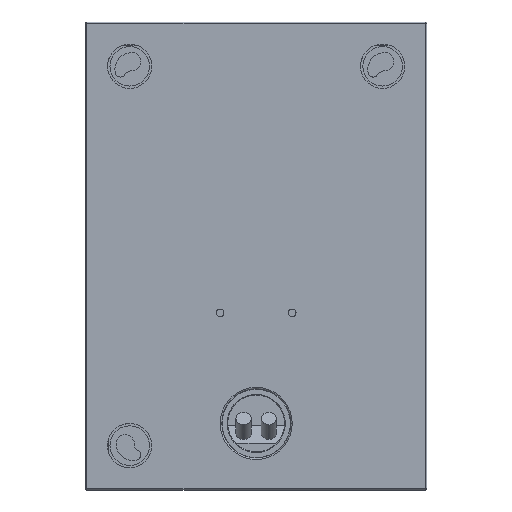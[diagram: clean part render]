
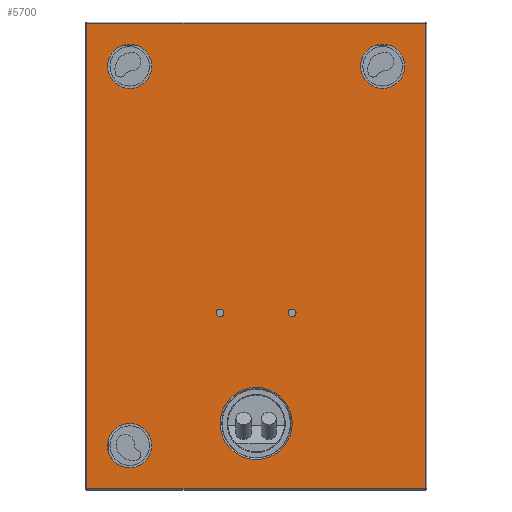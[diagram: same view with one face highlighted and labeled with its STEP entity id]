
A CAD part, top view. The second image highlights one B-rep face of the part: STEP entity #5700.
In plain terms, the highlighted planar face has unit normal (0, 0, 1).
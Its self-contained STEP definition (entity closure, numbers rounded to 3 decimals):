
#320 = AXIS2_PLACEMENT_3D ( 'NONE', #18849, #14017, #19203 ) ;
#370 = EDGE_LOOP ( 'NONE', ( #16040, #8342, #9932, #7109 ) ) ;
#490 = CARTESIAN_POINT ( 'NONE',  ( 231.202, 40.048, 67. ) ) ;
#511 = EDGE_CURVE ( 'NONE', #9050, #8748, #6720, .T. ) ;
#942 = EDGE_LOOP ( 'NONE', ( #5040, #16594 ) ) ;
#1017 = EDGE_CURVE ( 'NONE', #16039, #2672, #18371, .T. ) ;
#1072 = CARTESIAN_POINT ( 'NONE',  ( 65.702, -189.952, 67. ) ) ;
#1254 = CIRCLE ( 'NONE', #17718, 17.5 ) ;
#1303 = AXIS2_PLACEMENT_3D ( 'NONE', #19221, #9810, #5308 ) ;
#1338 = EDGE_CURVE ( 'NONE', #16632, #10798, #17107, .T. ) ;
#1596 = DIRECTION ( 'NONE',  ( 1., 0., 0. ) ) ;
#1614 = DIRECTION ( 'NONE',  ( 0., 0., 1. ) ) ;
#1621 = CARTESIAN_POINT ( 'NONE',  ( -2.798, 5.048, 67. ) ) ;
#1625 = CARTESIAN_POINT ( 'NONE',  ( 68.702, -189.952, 67. ) ) ;
#1630 = VECTOR ( 'NONE', #10181, 1000. ) ;
#1862 = AXIS2_PLACEMENT_3D ( 'NONE', #10662, #12623, #1596 ) ;
#1863 = CARTESIAN_POINT ( 'NONE',  ( 214.702, 5.048, 67. ) ) ;
#1950 = CARTESIAN_POINT ( 'NONE',  ( 231.202, 39.048, 67. ) ) ;
#2078 = VERTEX_POINT ( 'NONE', #3046 ) ;
#2452 = CARTESIAN_POINT ( 'NONE',  ( -36.798, 39.048, 67. ) ) ;
#2637 = FACE_BOUND ( 'NONE', #17625, .T. ) ;
#2645 = LINE ( 'NONE', #18526, #17887 ) ;
#2672 = VERTEX_POINT ( 'NONE', #11911 ) ;
#2980 = FACE_BOUND ( 'NONE', #6689, .T. ) ;
#3024 = CARTESIAN_POINT ( 'NONE',  ( -37.798, 39.048, 67. ) ) ;
#3046 = CARTESIAN_POINT ( 'NONE',  ( 14.702, -294.952, 67. ) ) ;
#3060 = CARTESIAN_POINT ( 'NONE',  ( 68.701, -277.452, 67. ) ) ;
#3181 = CARTESIAN_POINT ( 'NONE',  ( -20.298, -294.952, 67. ) ) ;
#3348 = ORIENTED_EDGE ( 'NONE', *, *, #14819, .F. ) ;
#3883 = DIRECTION ( 'NONE',  ( 1., 0., 0. ) ) ;
#3968 = VERTEX_POINT ( 'NONE', #1950 ) ;
#4006 = DIRECTION ( 'NONE',  ( -1., 0., 0. ) ) ;
#4121 = EDGE_CURVE ( 'NONE', #17441, #10680, #9006, .T. ) ;
#4219 = DIRECTION ( 'NONE',  ( 0., 0., 1. ) ) ;
#4462 = AXIS2_PLACEMENT_3D ( 'NONE', #14235, #13900, #7087 ) ;
#4625 = VERTEX_POINT ( 'NONE', #1072 ) ;
#4699 = EDGE_CURVE ( 'NONE', #2078, #12043, #14796, .T. ) ;
#4750 = CIRCLE ( 'NONE', #13803, 28.5 ) ;
#5040 = ORIENTED_EDGE ( 'NONE', *, *, #1338, .T. ) ;
#5174 = ORIENTED_EDGE ( 'NONE', *, *, #4699, .F. ) ;
#5308 = DIRECTION ( 'NONE',  ( 1., 0., 0. ) ) ;
#5700 = ADVANCED_FACE ( 'NONE', ( #2637, #11414, #7210, #11425, #13370, #2980, #12062 ), #18184, .T. ) ;
#6051 = ORIENTED_EDGE ( 'NONE', *, *, #13830, .F. ) ;
#6053 = ORIENTED_EDGE ( 'NONE', *, *, #12304, .F. ) ;
#6164 = CARTESIAN_POINT ( 'NONE',  ( -2.798, -294.952, 67. ) ) ;
#6371 = DIRECTION ( 'NONE',  ( 0., 0., -1. ) ) ;
#6663 = DIRECTION ( 'NONE',  ( 0., 0., 1. ) ) ;
#6689 = EDGE_LOOP ( 'NONE', ( #3348, #19576 ) ) ;
#6720 = LINE ( 'NONE', #9613, #17413 ) ;
#6730 = VERTEX_POINT ( 'NONE', #1863 ) ;
#6755 = AXIS2_PLACEMENT_3D ( 'NONE', #14327, #8181, #16507 ) ;
#6812 = DIRECTION ( 'NONE',  ( 0., 0., 1. ) ) ;
#6927 = DIRECTION ( 'NONE',  ( 0., 0., 1. ) ) ;
#7087 = DIRECTION ( 'NONE',  ( 1., 0., 0. ) ) ;
#7109 = ORIENTED_EDGE ( 'NONE', *, *, #17606, .T. ) ;
#7129 = CARTESIAN_POINT ( 'NONE',  ( -20.298, 5.048, 67. ) ) ;
#7210 = FACE_BOUND ( 'NONE', #942, .T. ) ;
#7295 = DIRECTION ( 'NONE',  ( 0., 0., 1. ) ) ;
#7630 = ORIENTED_EDGE ( 'NONE', *, *, #9152, .F. ) ;
#7914 = ORIENTED_EDGE ( 'NONE', *, *, #15548, .F. ) ;
#8052 = CIRCLE ( 'NONE', #4462, 17.5 ) ;
#8181 = DIRECTION ( 'NONE',  ( 0., 0., 1. ) ) ;
#8292 = DIRECTION ( 'NONE',  ( 1., 0., 0. ) ) ;
#8342 = ORIENTED_EDGE ( 'NONE', *, *, #12744, .T. ) ;
#8387 = CARTESIAN_POINT ( 'NONE',  ( 179.702, 5.048, 67. ) ) ;
#8518 = DIRECTION ( 'NONE',  ( 1., 0., 0. ) ) ;
#8526 = CIRCLE ( 'NONE', #19070, 17.5 ) ;
#8613 = DIRECTION ( 'NONE',  ( 1., 0., 0. ) ) ;
#8748 = VERTEX_POINT ( 'NONE', #19639 ) ;
#8796 = EDGE_CURVE ( 'NONE', #10798, #16632, #4750, .T. ) ;
#9006 = CIRCLE ( 'NONE', #18636, 17.5 ) ;
#9050 = VERTEX_POINT ( 'NONE', #12264 ) ;
#9152 = EDGE_CURVE ( 'NONE', #2672, #16039, #15838, .T. ) ;
#9235 = LINE ( 'NONE', #490, #1630 ) ;
#9562 = VECTOR ( 'NONE', #4006, 1000. ) ;
#9613 = CARTESIAN_POINT ( 'NONE',  ( 232.202, -328.952, 67. ) ) ;
#9787 = DIRECTION ( 'NONE',  ( 0., -1., 0. ) ) ;
#9810 = DIRECTION ( 'NONE',  ( 0., 0., 1. ) ) ;
#9870 = DIRECTION ( 'NONE',  ( 1., 0., 0. ) ) ;
#9932 = ORIENTED_EDGE ( 'NONE', *, *, #511, .T. ) ;
#10037 = DIRECTION ( 'NONE',  ( 1., 0., 0. ) ) ;
#10181 = DIRECTION ( 'NONE',  ( 0., 1., 0. ) ) ;
#10231 = VERTEX_POINT ( 'NONE', #17932 ) ;
#10483 = ORIENTED_EDGE ( 'NONE', *, *, #14650, .F. ) ;
#10533 = CARTESIAN_POINT ( 'NONE',  ( 197.202, 5.048, 67. ) ) ;
#10662 = CARTESIAN_POINT ( 'NONE',  ( 125.702, -189.952, 67. ) ) ;
#10680 = VERTEX_POINT ( 'NONE', #16254 ) ;
#10798 = VERTEX_POINT ( 'NONE', #3060 ) ;
#11166 = CIRCLE ( 'NONE', #17209, 3. ) ;
#11414 = FACE_BOUND ( 'NONE', #15940, .T. ) ;
#11425 = FACE_OUTER_BOUND ( 'NONE', #370, .T. ) ;
#11911 = CARTESIAN_POINT ( 'NONE',  ( 122.702, -189.952, 67. ) ) ;
#12043 = VERTEX_POINT ( 'NONE', #3181 ) ;
#12062 = FACE_BOUND ( 'NONE', #17172, .T. ) ;
#12101 = CARTESIAN_POINT ( 'NONE',  ( 97.201, -277.452, 67. ) ) ;
#12161 = AXIS2_PLACEMENT_3D ( 'NONE', #15992, #7295, #9870 ) ;
#12204 = VERTEX_POINT ( 'NONE', #8387 ) ;
#12264 = CARTESIAN_POINT ( 'NONE',  ( -36.798, -328.952, 67. ) ) ;
#12304 = EDGE_CURVE ( 'NONE', #12204, #6730, #8052, .T. ) ;
#12441 = EDGE_LOOP ( 'NONE', ( #5174, #7914 ) ) ;
#12525 = CIRCLE ( 'NONE', #12161, 17.5 ) ;
#12623 = DIRECTION ( 'NONE',  ( 0., 0., 1. ) ) ;
#12744 = EDGE_CURVE ( 'NONE', #14775, #9050, #2645, .T. ) ;
#13370 = FACE_BOUND ( 'NONE', #12441, .T. ) ;
#13803 = AXIS2_PLACEMENT_3D ( 'NONE', #17336, #6371, #8613 ) ;
#13830 = EDGE_CURVE ( 'NONE', #10231, #4625, #14912, .T. ) ;
#13900 = DIRECTION ( 'NONE',  ( 0., 0., 1. ) ) ;
#14017 = DIRECTION ( 'NONE',  ( 0., 0., 1. ) ) ;
#14235 = CARTESIAN_POINT ( 'NONE',  ( 197.202, 5.048, 67. ) ) ;
#14327 = CARTESIAN_POINT ( 'NONE',  ( 125.702, -189.952, 67. ) ) ;
#14426 = EDGE_CURVE ( 'NONE', #3968, #14775, #16266, .T. ) ;
#14616 = EDGE_CURVE ( 'NONE', #4625, #10231, #11166, .T. ) ;
#14650 = EDGE_CURVE ( 'NONE', #6730, #12204, #1254, .T. ) ;
#14732 = ORIENTED_EDGE ( 'NONE', *, *, #1017, .F. ) ;
#14775 = VERTEX_POINT ( 'NONE', #2452 ) ;
#14796 = CIRCLE ( 'NONE', #1303, 17.5 ) ;
#14819 = EDGE_CURVE ( 'NONE', #10680, #17441, #12525, .T. ) ;
#14912 = CIRCLE ( 'NONE', #17370, 3. ) ;
#15523 = DIRECTION ( 'NONE',  ( 1., 0., 0. ) ) ;
#15548 = EDGE_CURVE ( 'NONE', #12043, #2078, #8526, .T. ) ;
#15616 = AXIS2_PLACEMENT_3D ( 'NONE', #12101, #19521, #8518 ) ;
#15838 = CIRCLE ( 'NONE', #1862, 3. ) ;
#15940 = EDGE_LOOP ( 'NONE', ( #6051, #19121 ) ) ;
#15992 = CARTESIAN_POINT ( 'NONE',  ( -2.798, 5.048, 67. ) ) ;
#16039 = VERTEX_POINT ( 'NONE', #18608 ) ;
#16040 = ORIENTED_EDGE ( 'NONE', *, *, #14426, .T. ) ;
#16254 = CARTESIAN_POINT ( 'NONE',  ( 14.702, 5.048, 67. ) ) ;
#16263 = CARTESIAN_POINT ( 'NONE',  ( 68.702, -189.952, 67. ) ) ;
#16266 = LINE ( 'NONE', #3024, #9562 ) ;
#16507 = DIRECTION ( 'NONE',  ( 1., 0., 0. ) ) ;
#16594 = ORIENTED_EDGE ( 'NONE', *, *, #8796, .T. ) ;
#16632 = VERTEX_POINT ( 'NONE', #18703 ) ;
#17107 = CIRCLE ( 'NONE', #15616, 28.5 ) ;
#17172 = EDGE_LOOP ( 'NONE', ( #10483, #6053 ) ) ;
#17209 = AXIS2_PLACEMENT_3D ( 'NONE', #16263, #6927, #17579 ) ;
#17336 = CARTESIAN_POINT ( 'NONE',  ( 97.201, -277.452, 67. ) ) ;
#17370 = AXIS2_PLACEMENT_3D ( 'NONE', #1625, #6812, #3883 ) ;
#17413 = VECTOR ( 'NONE', #18689, 1000. ) ;
#17441 = VERTEX_POINT ( 'NONE', #7129 ) ;
#17579 = DIRECTION ( 'NONE',  ( 1., 0., 0. ) ) ;
#17606 = EDGE_CURVE ( 'NONE', #8748, #3968, #9235, .T. ) ;
#17625 = EDGE_LOOP ( 'NONE', ( #14732, #7630 ) ) ;
#17718 = AXIS2_PLACEMENT_3D ( 'NONE', #10533, #6663, #8292 ) ;
#17887 = VECTOR ( 'NONE', #9787, 1000. ) ;
#17932 = CARTESIAN_POINT ( 'NONE',  ( 71.702, -189.952, 67. ) ) ;
#18184 = PLANE ( 'NONE',  #320 ) ;
#18371 = CIRCLE ( 'NONE', #6755, 3. ) ;
#18526 = CARTESIAN_POINT ( 'NONE',  ( -36.798, -329.952, 67. ) ) ;
#18608 = CARTESIAN_POINT ( 'NONE',  ( 128.702, -189.952, 67. ) ) ;
#18636 = AXIS2_PLACEMENT_3D ( 'NONE', #1621, #4219, #15523 ) ;
#18689 = DIRECTION ( 'NONE',  ( 1., 0., 0. ) ) ;
#18703 = CARTESIAN_POINT ( 'NONE',  ( 125.701, -277.452, 67. ) ) ;
#18849 = CARTESIAN_POINT ( 'NONE',  ( -37.798, -329.952, 67. ) ) ;
#19070 = AXIS2_PLACEMENT_3D ( 'NONE', #6164, #1614, #10037 ) ;
#19121 = ORIENTED_EDGE ( 'NONE', *, *, #14616, .F. ) ;
#19203 = DIRECTION ( 'NONE',  ( 1., 0., 0. ) ) ;
#19221 = CARTESIAN_POINT ( 'NONE',  ( -2.798, -294.952, 67. ) ) ;
#19521 = DIRECTION ( 'NONE',  ( 0., 0., -1. ) ) ;
#19576 = ORIENTED_EDGE ( 'NONE', *, *, #4121, .F. ) ;
#19639 = CARTESIAN_POINT ( 'NONE',  ( 231.202, -328.952, 67. ) ) ;
